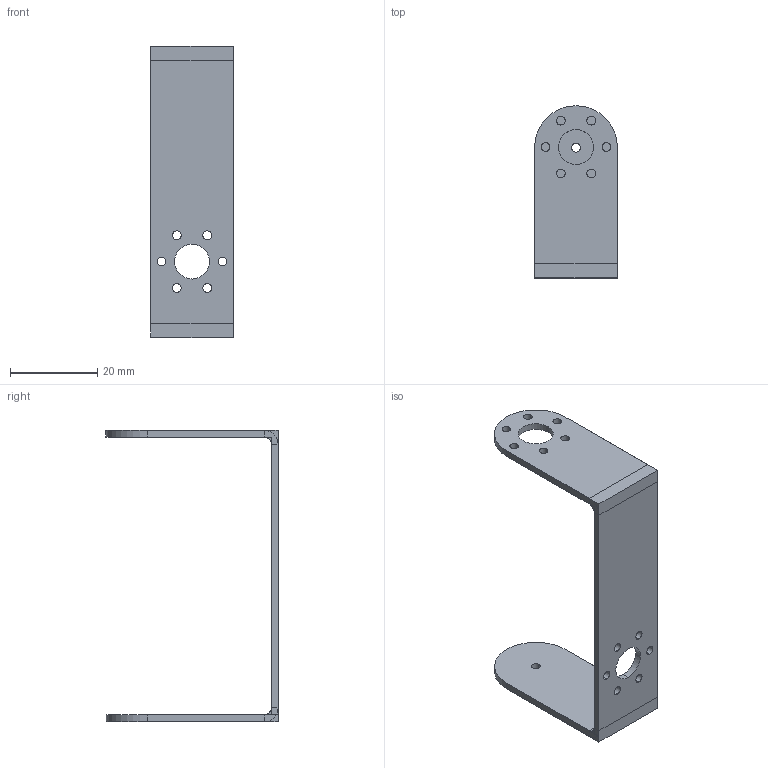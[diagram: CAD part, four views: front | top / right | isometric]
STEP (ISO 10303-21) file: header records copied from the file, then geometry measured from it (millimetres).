
FILE_DESCRIPTION (( 'STEP AP214' ), '1' );
FILE_NAME ('Leg_Hanche.STEP', '2013-02-21T18:16:04', ( 'Patate-au-four' ), ( '' ), 'SwSTEP 2.0', 'SolidWorks 2013', '' );
FILE_SCHEMA (( 'AUTOMOTIVE_DESIGN' ));
Length unit declared in the file: millimetre
Products named in the file (1): Leg_Hanche
Bounding box: 19 x 39.54 x 67 mm (x, y, z)
Volume: 7862.7 mm3; surface area: 11294.3 mm2
Topology: 2 solids, 2 shells, 93 faces, 251 edges, 162 vertices
Faces by surface type: cylinder 68, plane 24, bspline 1
Entity records: 3164 total; most frequent: DIRECTION 567, CARTESIAN_POINT 548, ORIENTED_EDGE 502, EDGE_CURVE 251, AXIS2_PLACEMENT_3D 227, VERTEX_POINT 162, EDGE_LOOP 153, CIRCLE 134
